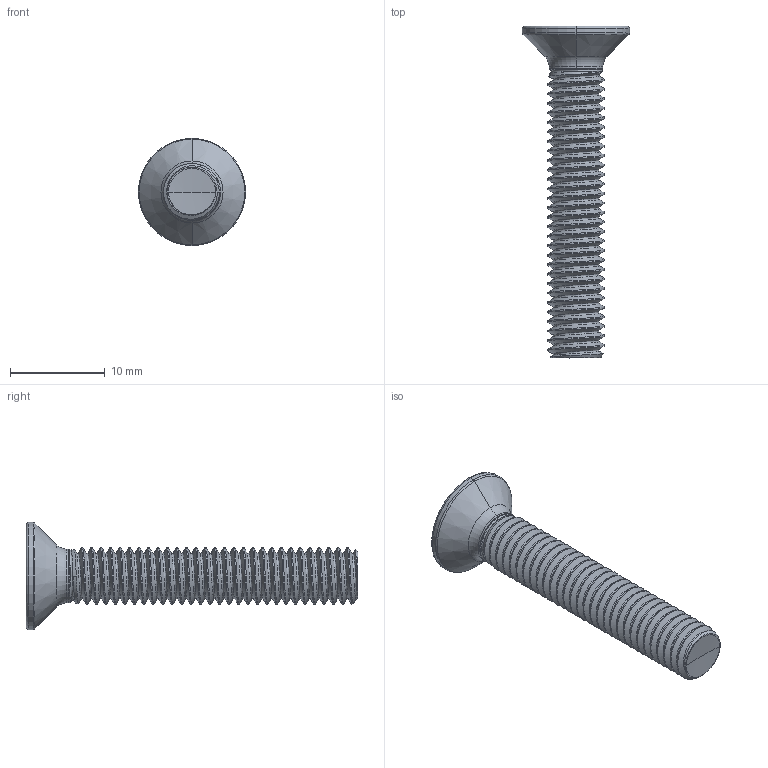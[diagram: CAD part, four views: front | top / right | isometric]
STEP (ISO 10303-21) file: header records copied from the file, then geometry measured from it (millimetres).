
FILE_DESCRIPTION (( 'STEP AP203' ), '1' );
FILE_NAME ('STM410600350.STEP', '2020-12-18T17:43:06', ( '' ), ( '' ), 'SwSTEP 2.0', 'SolidWorks 2015', '' );
FILE_SCHEMA (( 'CONFIG_CONTROL_DESIGN' ));
Length unit declared in the file: millimetre
Products named in the file (2): STM410600350
Bounding box: 11.3 x 35 x 11.3 mm (x, y, z)
Volume: 922.4 mm3; surface area: 1160.1 mm2
Topology: 1 solids, 1 shells, 133 faces, 362 edges, 230 vertices
Faces by surface type: cylinder 85, bspline 18, cone 14, torus 9, plane 5, sphere 2
Entity records: 32981 total; most frequent: CARTESIAN_POINT 30027, ORIENTED_EDGE 720, DIRECTION 453, EDGE_CURVE 360, VERTEX_POINT 230, AXIS2_PLACEMENT_3D 177, EDGE_LOOP 134, FACE_OUTER_BOUND 133
